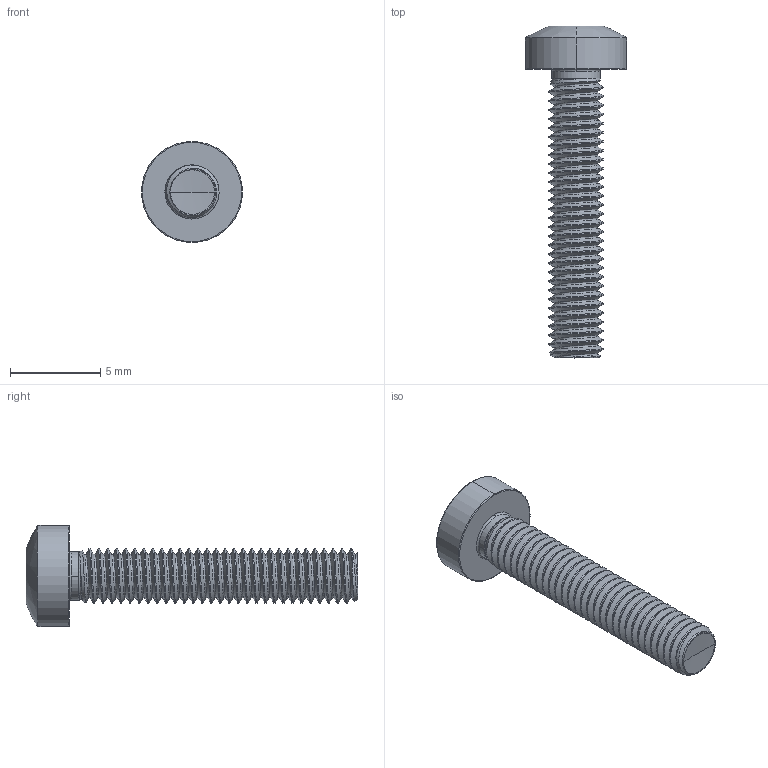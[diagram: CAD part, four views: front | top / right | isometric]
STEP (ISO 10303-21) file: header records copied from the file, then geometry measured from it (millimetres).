
FILE_DESCRIPTION (( 'STEP AP203' ), '1' );
FILE_NAME ('STM390300160.STEP', '2020-12-23T14:57:44', ( '' ), ( '' ), 'SwSTEP 2.0', 'SolidWorks 2015', '' );
FILE_SCHEMA (( 'CONFIG_CONTROL_DESIGN' ));
Products named in the file (2): STM390300160
Bounding box: 5.6 x 18.4 x 5.6 mm (x, y, z)
Volume: 137.4 mm3; surface area: 316 mm2
Topology: 1 solids, 1 shells, 133 faces, 359 edges, 228 vertices
Faces by surface type: cylinder 83, bspline 18, torus 13, cone 12, sphere 4, plane 3
Entity records: 26820 total; most frequent: CARTESIAN_POINT 23882, ORIENTED_EDGE 714, DIRECTION 454, EDGE_CURVE 357, VERTEX_POINT 228, AXIS2_PLACEMENT_3D 181, EDGE_LOOP 135, ADVANCED_FACE 133
